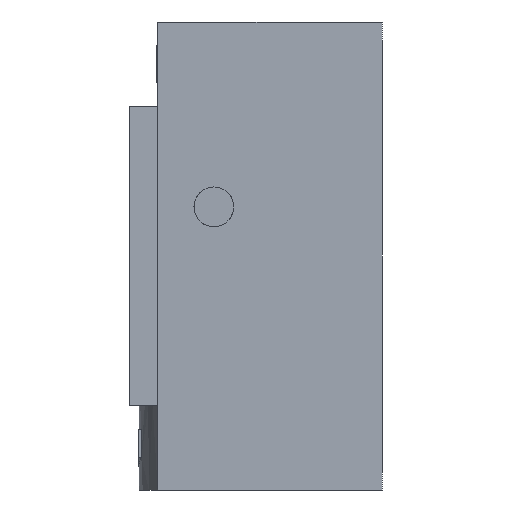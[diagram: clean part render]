
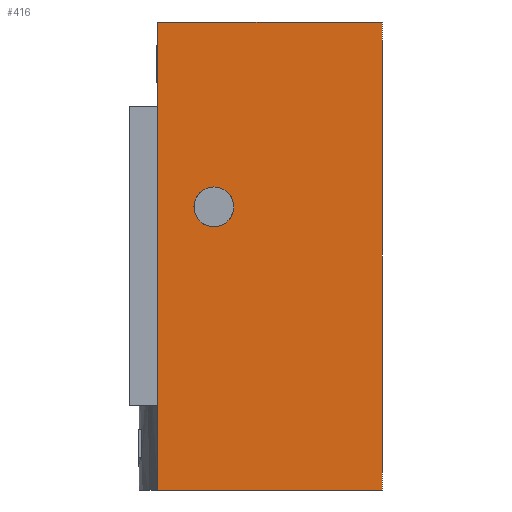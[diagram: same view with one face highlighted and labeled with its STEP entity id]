
A CAD part, left-side view. The second image highlights one B-rep face of the part: STEP entity #416.
In plain terms, the highlighted planar face has unit normal (-1, 0, 0).
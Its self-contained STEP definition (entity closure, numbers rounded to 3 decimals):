
#416 = ADVANCED_FACE ( 'NONE', ( #4807, #4790 ), #6000, .T. ) ;
#1898 = EDGE_LOOP ( 'NONE', ( #3275, #3321 ) ) ;
#1904 = EDGE_LOOP ( 'NONE', ( #3358, #3302, #3386, #3293 ) ) ;
#2461 = EDGE_CURVE ( 'NONE', #3715, #3716, #7354, .T. ) ;
#2635 = EDGE_CURVE ( 'NONE', #2920, #2954, #7644, .T. ) ;
#2648 = EDGE_CURVE ( 'NONE', #2954, #2997, #7628, .T. ) ;
#2660 = EDGE_CURVE ( 'NONE', #3716, #3715, #7680, .T. ) ;
#2666 = EDGE_CURVE ( 'NONE', #2987, #2997, #7668, .T. ) ;
#2711 = EDGE_CURVE ( 'NONE', #2987, #2920, #7747, .T. ) ;
#2777 = AXIS2_PLACEMENT_3D ( 'NONE', #5991, #6008, #6039 ) ;
#2920 = VERTEX_POINT ( 'NONE', #11147 ) ;
#2954 = VERTEX_POINT ( 'NONE', #11171 ) ;
#2987 = VERTEX_POINT ( 'NONE', #11203 ) ;
#2997 = VERTEX_POINT ( 'NONE', #11201 ) ;
#3275 = ORIENTED_EDGE ( 'NONE', *, *, #2660, .F. ) ;
#3293 = ORIENTED_EDGE ( 'NONE', *, *, #2666, .T. ) ;
#3302 = ORIENTED_EDGE ( 'NONE', *, *, #2635, .F. ) ;
#3321 = ORIENTED_EDGE ( 'NONE', *, *, #2461, .F. ) ;
#3358 = ORIENTED_EDGE ( 'NONE', *, *, #2648, .F. ) ;
#3386 = ORIENTED_EDGE ( 'NONE', *, *, #2711, .F. ) ;
#3715 = VERTEX_POINT ( 'NONE', #11287 ) ;
#3716 = VERTEX_POINT ( 'NONE', #11289 ) ;
#4790 = FACE_OUTER_BOUND ( 'NONE', #1904, .T. ) ;
#4807 = FACE_BOUND ( 'NONE', #1898, .T. ) ;
#5991 = CARTESIAN_POINT ( 'NONE',  ( -75., 25., -18. ) ) ;
#6000 = PLANE ( 'NONE',  #2777 ) ;
#6008 = DIRECTION ( 'NONE',  ( -1., 0., 0. ) ) ;
#6039 = DIRECTION ( 'NONE',  ( 0., 0., 1. ) ) ;
#6853 = AXIS2_PLACEMENT_3D ( 'NONE', #10155, #10140, #10148 ) ;
#6861 = AXIS2_PLACEMENT_3D ( 'NONE', #10918, #10907, #10901 ) ;
#7354 = CIRCLE ( 'NONE', #6853, 4.25 ) ;
#7623 = VECTOR ( 'NONE', #10855, 1000. ) ;
#7628 = LINE ( 'NONE', #10921, #7654 ) ;
#7644 = LINE ( 'NONE', #10870, #7623 ) ;
#7654 = VECTOR ( 'NONE', #10906, 1000. ) ;
#7668 = LINE ( 'NONE', #10949, #7684 ) ;
#7680 = CIRCLE ( 'NONE', #6861, 4.25 ) ;
#7684 = VECTOR ( 'NONE', #10924, 1000. ) ;
#7747 = LINE ( 'NONE', #11063, #7756 ) ;
#7756 = VECTOR ( 'NONE', #11017, 1000. ) ;
#10140 = DIRECTION ( 'NONE',  ( -1., 0., 0. ) ) ;
#10148 = DIRECTION ( 'NONE',  ( 0., 0., 1. ) ) ;
#10155 = CARTESIAN_POINT ( 'NONE',  ( -75., 13., -39.5 ) ) ;
#10855 = DIRECTION ( 'NONE',  ( 0., 0., 1. ) ) ;
#10870 = CARTESIAN_POINT ( 'NONE',  ( -75., 25., -18. ) ) ;
#10901 = DIRECTION ( 'NONE',  ( 0., 0., 1. ) ) ;
#10906 = DIRECTION ( 'NONE',  ( 0., -1., 0. ) ) ;
#10907 = DIRECTION ( 'NONE',  ( -1., 0., 0. ) ) ;
#10918 = CARTESIAN_POINT ( 'NONE',  ( -75., 13., -39.5 ) ) ;
#10921 = CARTESIAN_POINT ( 'NONE',  ( -75., 25., 0. ) ) ;
#10924 = DIRECTION ( 'NONE',  ( 0., 0., 1. ) ) ;
#10949 = CARTESIAN_POINT ( 'NONE',  ( -75., -23., -18. ) ) ;
#11017 = DIRECTION ( 'NONE',  ( 0., 1., 0. ) ) ;
#11063 = CARTESIAN_POINT ( 'NONE',  ( -75., -23., -100. ) ) ;
#11147 = CARTESIAN_POINT ( 'NONE',  ( -75., 25., -100. ) ) ;
#11171 = CARTESIAN_POINT ( 'NONE',  ( -75., 25., 0. ) ) ;
#11201 = CARTESIAN_POINT ( 'NONE',  ( -75., -23., 0. ) ) ;
#11203 = CARTESIAN_POINT ( 'NONE',  ( -75., -23., -100. ) ) ;
#11287 = CARTESIAN_POINT ( 'NONE',  ( -75., 13., -43.75 ) ) ;
#11289 = CARTESIAN_POINT ( 'NONE',  ( -75., 13., -35.25 ) ) ;
